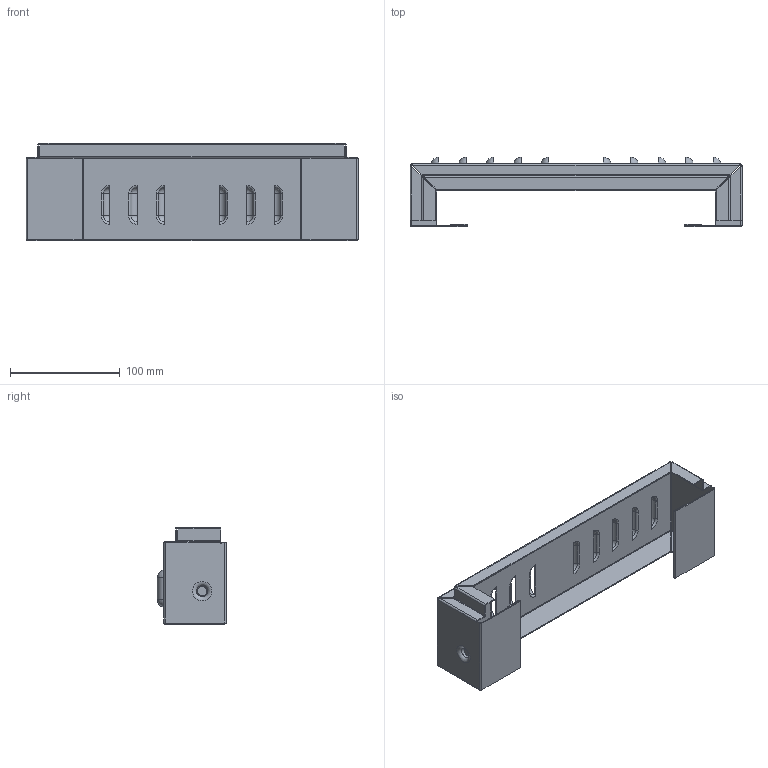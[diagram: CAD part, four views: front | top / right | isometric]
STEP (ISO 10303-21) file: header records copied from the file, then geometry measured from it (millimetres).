
FILE_DESCRIPTION(('HOOPS Exchange Step'),'2;1');
FILE_NAME('sheet metal.step','2019-08-26T16:02:20+00:00',('root'),('Unknown organisation'),'HOOPS Exchange 2019.2','HOOPS Exchange','Unknown authorisation');
FILE_SCHEMA( ('AP203_CONFIGURATION_CONTROLLED_3D_DESIGN_OF_MECHANICAL_PARTS_AND_ASSEMBLIES_MIM_LF') );
Length unit declared in the file: millimetre
Products named in the file (2): Default; sheet metal
Assembly tree (1 placements, depth 2):
  sheet metal
    Default
Bounding box: 302 x 63 x 88.53 mm (x, y, z)
Volume: 62286.4 mm3; surface area: 126778.1 mm2
Topology: 1 solids, 1 shells, 316 faces, 771 edges, 421 vertices
Faces by surface type: plane 136, cylinder 76, torus 44, sphere 40, bspline 16, cone 4
Entity records: 9191 total; most frequent: CARTESIAN_POINT 1799, DIRECTION 1678, ORIENTED_EDGE 1462, EDGE_CURVE 731, AXIS2_PLACEMENT_3D 652, VERTEX_POINT 421, VECTOR 374, LINE 374
